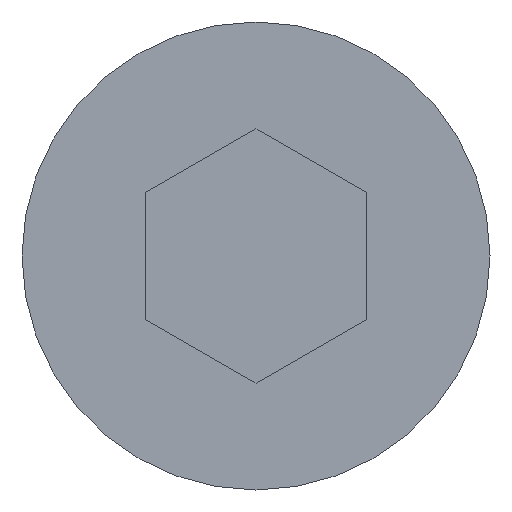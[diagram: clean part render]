
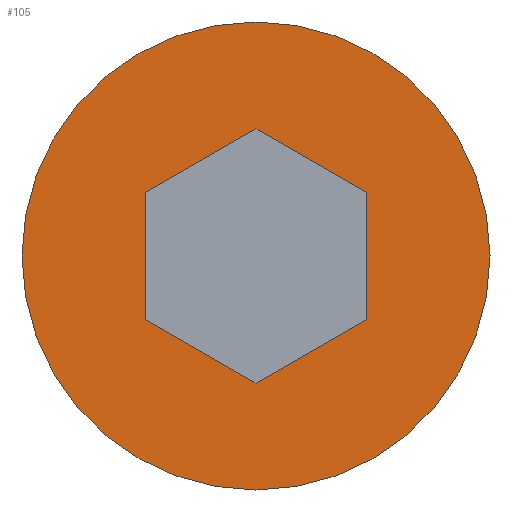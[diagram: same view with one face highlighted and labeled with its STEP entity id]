
A CAD part, left-side view. The second image highlights one B-rep face of the part: STEP entity #105.
In plain terms, the highlighted planar face has unit normal (-1, 0, 0).
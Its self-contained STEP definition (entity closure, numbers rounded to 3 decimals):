
#14 = CARTESIAN_POINT ( 'NONE',  ( -5., 2., -1.155 ) ) ;
#17 = EDGE_CURVE ( 'NONE', #366, #454, #290, .T. ) ;
#22 = CARTESIAN_POINT ( 'NONE',  ( -5., 0., 4.25 ) ) ;
#23 = DIRECTION ( 'NONE',  ( 0., -0.866, -0.5 ) ) ;
#33 = LINE ( 'NONE', #63, #413 ) ;
#44 = ORIENTED_EDGE ( 'NONE', *, *, #122, .F. ) ;
#46 = VERTEX_POINT ( 'NONE', #163 ) ;
#50 = DIRECTION ( 'NONE',  ( -1., 0., 0. ) ) ;
#61 = DIRECTION ( 'NONE',  ( 0., 0., 1. ) ) ;
#63 = CARTESIAN_POINT ( 'NONE',  ( -5., -2., -1.155 ) ) ;
#68 = CIRCLE ( 'NONE', #79, 4.25 ) ;
#69 = VERTEX_POINT ( 'NONE', #14 ) ;
#71 = CARTESIAN_POINT ( 'NONE',  ( -5., -2., -1.155 ) ) ;
#76 = DIRECTION ( 'NONE',  ( 1., 0., 0. ) ) ;
#79 = AXIS2_PLACEMENT_3D ( 'NONE', #404, #76, #293 ) ;
#90 = CARTESIAN_POINT ( 'NONE',  ( -5., 3.28, 0. ) ) ;
#104 = CARTESIAN_POINT ( 'NONE',  ( -5., 0., -2.309 ) ) ;
#105 = ADVANCED_FACE ( 'NONE', ( #155, #402 ), #137, .T. ) ;
#109 = VECTOR ( 'NONE', #23, 1000. ) ;
#117 = DIRECTION ( 'NONE',  ( 0., -0.866, 0.5 ) ) ;
#122 = EDGE_CURVE ( 'NONE', #204, #235, #132, .T. ) ;
#132 = CIRCLE ( 'NONE', #399, 4.25 ) ;
#137 = PLANE ( 'NONE',  #321 ) ;
#139 = VECTOR ( 'NONE', #190, 1000. ) ;
#154 = EDGE_CURVE ( 'NONE', #355, #158, #33, .T. ) ;
#155 = FACE_BOUND ( 'NONE', #376, .T. ) ;
#157 = EDGE_CURVE ( 'NONE', #69, #366, #306, .T. ) ;
#158 = VERTEX_POINT ( 'NONE', #104 ) ;
#160 = DIRECTION ( 'NONE',  ( 1., 0., 0. ) ) ;
#163 = CARTESIAN_POINT ( 'NONE',  ( -5., -2., 1.155 ) ) ;
#167 = LINE ( 'NONE', #475, #139 ) ;
#175 = CARTESIAN_POINT ( 'NONE',  ( -5., 0., -2.309 ) ) ;
#190 = DIRECTION ( 'NONE',  ( 0., 0., -1. ) ) ;
#193 = ORIENTED_EDGE ( 'NONE', *, *, #157, .T. ) ;
#199 = DIRECTION ( 'NONE',  ( 0., 0., 1. ) ) ;
#204 = VERTEX_POINT ( 'NONE', #208 ) ;
#208 = CARTESIAN_POINT ( 'NONE',  ( -5., 0., -4.25 ) ) ;
#210 = VECTOR ( 'NONE', #61, 1000. ) ;
#214 = EDGE_CURVE ( 'NONE', #454, #46, #297, .T. ) ;
#224 = ORIENTED_EDGE ( 'NONE', *, *, #386, .T. ) ;
#228 = ORIENTED_EDGE ( 'NONE', *, *, #311, .F. ) ;
#235 = VERTEX_POINT ( 'NONE', #22 ) ;
#282 = DIRECTION ( 'NONE',  ( 0., 0.866, 0.5 ) ) ;
#288 = EDGE_CURVE ( 'NONE', #158, #69, #442, .T. ) ;
#290 = LINE ( 'NONE', #420, #365 ) ;
#293 = DIRECTION ( 'NONE',  ( 0., 0., 1. ) ) ;
#296 = VECTOR ( 'NONE', #282, 1000. ) ;
#297 = LINE ( 'NONE', #392, #109 ) ;
#301 = CARTESIAN_POINT ( 'NONE',  ( -5., 2., 1.155 ) ) ;
#306 = LINE ( 'NONE', #359, #210 ) ;
#311 = EDGE_CURVE ( 'NONE', #235, #204, #68, .T. ) ;
#321 = AXIS2_PLACEMENT_3D ( 'NONE', #90, #50, #448 ) ;
#332 = EDGE_LOOP ( 'NONE', ( #228, #44 ) ) ;
#355 = VERTEX_POINT ( 'NONE', #71 ) ;
#358 = DIRECTION ( 'NONE',  ( 0., 0.866, -0.5 ) ) ;
#359 = CARTESIAN_POINT ( 'NONE',  ( -5., 2., 0. ) ) ;
#365 = VECTOR ( 'NONE', #117, 1000. ) ;
#366 = VERTEX_POINT ( 'NONE', #301 ) ;
#376 = EDGE_LOOP ( 'NONE', ( #469, #422, #193, #396, #435, #224 ) ) ;
#384 = CARTESIAN_POINT ( 'NONE',  ( -5., 0., 2.309 ) ) ;
#386 = EDGE_CURVE ( 'NONE', #46, #355, #167, .T. ) ;
#392 = CARTESIAN_POINT ( 'NONE',  ( -5., 0., 2.309 ) ) ;
#396 = ORIENTED_EDGE ( 'NONE', *, *, #17, .T. ) ;
#399 = AXIS2_PLACEMENT_3D ( 'NONE', #421, #160, #199 ) ;
#402 = FACE_OUTER_BOUND ( 'NONE', #332, .T. ) ;
#404 = CARTESIAN_POINT ( 'NONE',  ( -5., 0., 0. ) ) ;
#413 = VECTOR ( 'NONE', #358, 1000. ) ;
#420 = CARTESIAN_POINT ( 'NONE',  ( -5., 2., 1.155 ) ) ;
#421 = CARTESIAN_POINT ( 'NONE',  ( -5., 0., 0. ) ) ;
#422 = ORIENTED_EDGE ( 'NONE', *, *, #288, .T. ) ;
#435 = ORIENTED_EDGE ( 'NONE', *, *, #214, .T. ) ;
#442 = LINE ( 'NONE', #175, #296 ) ;
#448 = DIRECTION ( 'NONE',  ( 0., 0., 1. ) ) ;
#454 = VERTEX_POINT ( 'NONE', #384 ) ;
#469 = ORIENTED_EDGE ( 'NONE', *, *, #154, .T. ) ;
#475 = CARTESIAN_POINT ( 'NONE',  ( -5., -2., 0. ) ) ;
